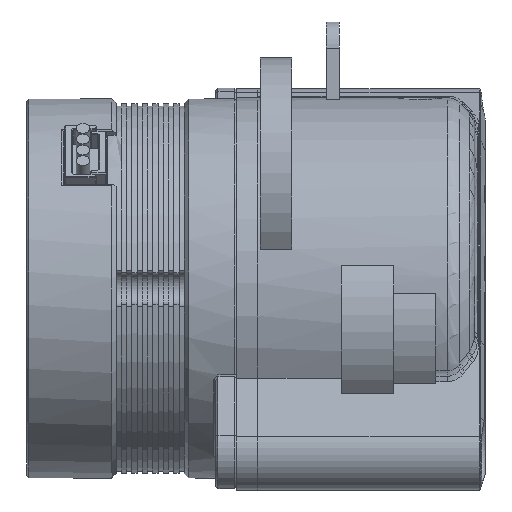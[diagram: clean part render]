
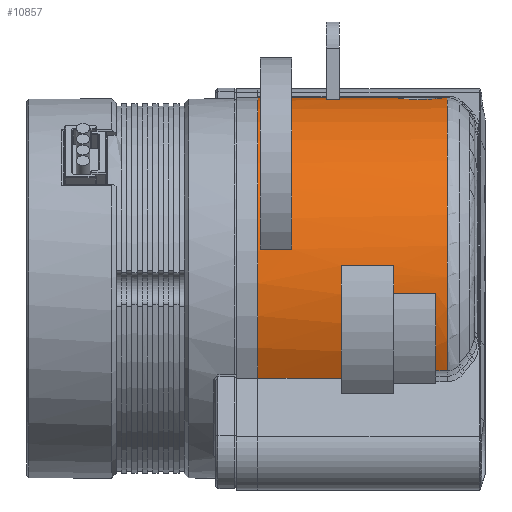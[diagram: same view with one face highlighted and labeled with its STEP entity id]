
A CAD part, left-side view. The second image highlights one B-rep face of the part: STEP entity #10857.
In plain terms, the highlighted cylindrical face has radius 18.25 mm (diameter 36.5 mm), a partial arc.
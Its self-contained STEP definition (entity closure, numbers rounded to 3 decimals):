
#335=B_SPLINE_CURVE_WITH_KNOTS('',3,(#17586,#17587,#17588,#17589,#17590,
#17591,#17592,#17593,#17594,#17595,#17596,#17597,#17598,#17599,#17600,#17601,
#17602,#17603,#17604),.UNSPECIFIED.,.F.,.F.,(4,2,2,2,3,2,2,2,4),(1.132,
1.226,1.32,1.414,1.509,1.603,
1.697,1.792,1.886),.UNSPECIFIED.);
#1142=FACE_OUTER_BOUND('',#1837,.T.);
#1837=EDGE_LOOP('',(#7772,#7773,#7774,#7775,#7776,#7777,#7778,#7779,#7780,
#7781,#7782,#7783,#7784,#7785,#7786,#7787,#7788,#7789,#7790,#7791));
#2520=LINE('',#16420,#3245);
#2548=LINE('',#17098,#3273);
#2560=LINE('',#17584,#3285);
#2561=LINE('',#17605,#3286);
#2562=LINE('',#17607,#3287);
#2563=LINE('',#17611,#3288);
#2564=LINE('',#17615,#3289);
#2565=LINE('',#17619,#3290);
#2566=LINE('',#17624,#3291);
#2567=LINE('',#17627,#3292);
#3245=VECTOR('',#12982,1000.);
#3273=VECTOR('',#13166,10.);
#3285=VECTOR('',#13228,1000.);
#3286=VECTOR('',#13229,1000.);
#3287=VECTOR('',#13230,10.);
#3288=VECTOR('',#13233,1000.);
#3289=VECTOR('',#13236,1000.);
#3290=VECTOR('',#13239,1000.);
#3291=VECTOR('',#13244,1000.);
#3292=VECTOR('',#13247,1000.);
#3925=CIRCLE('',#11510,18.25);
#4021=CIRCLE('',#11673,18.25);
#4023=CIRCLE('',#11676,18.25);
#4024=CIRCLE('',#11677,18.25);
#4025=CIRCLE('',#11678,18.25);
#4026=CIRCLE('',#11679,18.25);
#4027=CIRCLE('',#11680,18.25);
#4028=CIRCLE('',#11681,18.25);
#4029=CIRCLE('',#11682,18.25);
#4554=VERTEX_POINT('',#16024);
#4555=VERTEX_POINT('',#16026);
#4624=VERTEX_POINT('',#16417);
#4625=VERTEX_POINT('',#16419);
#4723=VERTEX_POINT('',#17056);
#4728=VERTEX_POINT('',#17095);
#4757=VERTEX_POINT('',#17577);
#4758=VERTEX_POINT('',#17581);
#4759=VERTEX_POINT('',#17583);
#4760=VERTEX_POINT('',#17585);
#4761=VERTEX_POINT('',#17606);
#4762=VERTEX_POINT('',#17608);
#4763=VERTEX_POINT('',#17610);
#4764=VERTEX_POINT('',#17612);
#4765=VERTEX_POINT('',#17614);
#4766=VERTEX_POINT('',#17616);
#4767=VERTEX_POINT('',#17618);
#4768=VERTEX_POINT('',#17621);
#4769=VERTEX_POINT('',#17623);
#4770=VERTEX_POINT('',#17625);
#5616=EDGE_CURVE('',#4555,#4554,#3925,.T.);
#5715=EDGE_CURVE('',#4625,#4624,#2520,.T.);
#5853=EDGE_CURVE('',#4723,#4728,#2548,.T.);
#5904=EDGE_CURVE('',#4728,#4757,#4021,.T.);
#5906=EDGE_CURVE('',#4758,#4723,#4023,.T.);
#5907=EDGE_CURVE('',#4759,#4758,#2560,.T.);
#5908=EDGE_CURVE('',#4759,#4760,#335,.T.);
#5909=EDGE_CURVE('',#4555,#4760,#2561,.T.);
#5910=EDGE_CURVE('',#4554,#4761,#2562,.T.);
#5911=EDGE_CURVE('',#4762,#4761,#4024,.T.);
#5912=EDGE_CURVE('',#4763,#4762,#2563,.T.);
#5913=EDGE_CURVE('',#4764,#4763,#4025,.T.);
#5914=EDGE_CURVE('',#4765,#4764,#2564,.T.);
#5915=EDGE_CURVE('',#4765,#4766,#4026,.T.);
#5916=EDGE_CURVE('',#4767,#4766,#2565,.T.);
#5917=EDGE_CURVE('',#4767,#4625,#4027,.T.);
#5918=EDGE_CURVE('',#4624,#4768,#4028,.T.);
#5919=EDGE_CURVE('',#4769,#4768,#2566,.T.);
#5920=EDGE_CURVE('',#4770,#4769,#4029,.T.);
#5921=EDGE_CURVE('',#4757,#4770,#2567,.T.);
#7772=ORIENTED_EDGE('',*,*,#5853,.F.);
#7773=ORIENTED_EDGE('',*,*,#5906,.F.);
#7774=ORIENTED_EDGE('',*,*,#5907,.F.);
#7775=ORIENTED_EDGE('',*,*,#5908,.T.);
#7776=ORIENTED_EDGE('',*,*,#5909,.F.);
#7777=ORIENTED_EDGE('',*,*,#5616,.T.);
#7778=ORIENTED_EDGE('',*,*,#5910,.T.);
#7779=ORIENTED_EDGE('',*,*,#5911,.F.);
#7780=ORIENTED_EDGE('',*,*,#5912,.F.);
#7781=ORIENTED_EDGE('',*,*,#5913,.F.);
#7782=ORIENTED_EDGE('',*,*,#5914,.F.);
#7783=ORIENTED_EDGE('',*,*,#5915,.T.);
#7784=ORIENTED_EDGE('',*,*,#5916,.F.);
#7785=ORIENTED_EDGE('',*,*,#5917,.T.);
#7786=ORIENTED_EDGE('',*,*,#5715,.T.);
#7787=ORIENTED_EDGE('',*,*,#5918,.T.);
#7788=ORIENTED_EDGE('',*,*,#5919,.F.);
#7789=ORIENTED_EDGE('',*,*,#5920,.F.);
#7790=ORIENTED_EDGE('',*,*,#5921,.F.);
#7791=ORIENTED_EDGE('',*,*,#5904,.F.);
#10597=CYLINDRICAL_SURFACE('',#11675,18.25);
#10857=ADVANCED_FACE('',(#1142),#10597,.T.);
#11510=AXIS2_PLACEMENT_3D('',#16027,#12817,#12818);
#11673=AXIS2_PLACEMENT_3D('',#17578,#13220,#13221);
#11675=AXIS2_PLACEMENT_3D('',#17580,#13224,#13225);
#11676=AXIS2_PLACEMENT_3D('',#17582,#13226,#13227);
#11677=AXIS2_PLACEMENT_3D('',#17609,#13231,#13232);
#11678=AXIS2_PLACEMENT_3D('',#17613,#13234,#13235);
#11679=AXIS2_PLACEMENT_3D('',#17617,#13237,#13238);
#11680=AXIS2_PLACEMENT_3D('',#17620,#13240,#13241);
#11681=AXIS2_PLACEMENT_3D('',#17622,#13242,#13243);
#11682=AXIS2_PLACEMENT_3D('',#17626,#13245,#13246);
#12817=DIRECTION('center_axis',(0.,-1.,0.));
#12818=DIRECTION('ref_axis',(1.,0.,0.));
#12982=DIRECTION('',(0.,-1.,0.));
#13166=DIRECTION('',(0.,1.,0.));
#13220=DIRECTION('center_axis',(0.,1.,0.));
#13221=DIRECTION('ref_axis',(1.,0.,0.));
#13224=DIRECTION('center_axis',(0.,-1.,0.));
#13225=DIRECTION('ref_axis',(-0.855,0.,0.518));
#13226=DIRECTION('center_axis',(0.,-1.,0.));
#13227=DIRECTION('ref_axis',(-0.855,0.,0.518));
#13228=DIRECTION('',(0.,-1.,0.));
#13229=DIRECTION('',(0.,-1.,0.));
#13230=DIRECTION('',(0.,1.,0.));
#13231=DIRECTION('center_axis',(0.,-1.,0.));
#13232=DIRECTION('ref_axis',(1.,0.,0.));
#13233=DIRECTION('',(0.,-1.,0.));
#13234=DIRECTION('center_axis',(0.,1.,0.));
#13235=DIRECTION('ref_axis',(1.,0.,0.));
#13236=DIRECTION('',(0.,-1.,0.));
#13237=DIRECTION('center_axis',(0.,1.,0.));
#13238=DIRECTION('ref_axis',(1.,0.,0.));
#13239=DIRECTION('',(0.,-1.,0.));
#13240=DIRECTION('center_axis',(0.,-1.,0.));
#13241=DIRECTION('ref_axis',(-1.,0.,0.));
#13242=DIRECTION('center_axis',(0.,1.,0.));
#13243=DIRECTION('ref_axis',(1.,0.,0.));
#13244=DIRECTION('',(0.,1.,0.));
#13245=DIRECTION('center_axis',(0.,1.,0.));
#13246=DIRECTION('ref_axis',(1.,0.,0.));
#13247=DIRECTION('',(0.,1.,0.));
#16024=CARTESIAN_POINT('',(-2.5,-48.83,-6.492));
#16026=CARTESIAN_POINT('',(0.,-48.83,-6.32));
#16027=CARTESIAN_POINT('Origin',(0.,-48.83,-24.57));
#16417=CARTESIAN_POINT('',(-16.181,-49.03,-33.012));
#16419=CARTESIAN_POINT('',(-16.181,-41.08,-33.012));
#16420=CARTESIAN_POINT('',(-16.181,14.943,-33.012));
#17056=CARTESIAN_POINT('',(-16.518,-59.125,-32.331));
#17095=CARTESIAN_POINT('',(-16.518,-58.03,-32.331));
#17098=CARTESIAN_POINT('',(-16.518,14.943,-32.331));
#17577=CARTESIAN_POINT('',(-18.246,-58.03,-24.935));
#17578=CARTESIAN_POINT('Origin',(0.,-58.03,-24.57));
#17580=CARTESIAN_POINT('Origin',(0.,14.943,-24.57));
#17581=CARTESIAN_POINT('',(0.,-59.125,-6.32));
#17582=CARTESIAN_POINT('Origin',(0.,-59.125,-24.57));
#17583=CARTESIAN_POINT('',(0.,-59.03,-6.32));
#17584=CARTESIAN_POINT('',(0.,14.943,-6.32));
#17585=CARTESIAN_POINT('',(0.,-54.03,-6.32));
#17586=CARTESIAN_POINT('Ctrl Pts',(0.,-59.03,
-6.32));
#17587=CARTESIAN_POINT('Ctrl Pts',(-0.314,-59.03,
-6.32));
#17588=CARTESIAN_POINT('Ctrl Pts',(-0.649,-58.967,
-6.329));
#17589=CARTESIAN_POINT('Ctrl Pts',(-1.265,-58.711,
-6.362));
#17590=CARTESIAN_POINT('Ctrl Pts',(-1.546,-58.519,
-6.385));
#17591=CARTESIAN_POINT('Ctrl Pts',(-1.99,-58.076,
-6.428));
#17592=CARTESIAN_POINT('Ctrl Pts',(-2.182,-57.795,
-6.451));
#17593=CARTESIAN_POINT('Ctrl Pts',(-2.437,-57.179,
-6.483));
#17594=CARTESIAN_POINT('Ctrl Pts',(-2.5,-56.844,-6.492));
#17595=CARTESIAN_POINT('Ctrl Pts',(-2.5,-56.53,-6.492));
#17596=CARTESIAN_POINT('Ctrl Pts',(-2.5,-56.215,-6.492));
#17597=CARTESIAN_POINT('Ctrl Pts',(-2.437,-55.88,-6.483));
#17598=CARTESIAN_POINT('Ctrl Pts',(-2.182,-55.264,
-6.451));
#17599=CARTESIAN_POINT('Ctrl Pts',(-1.99,-54.984,
-6.428));
#17600=CARTESIAN_POINT('Ctrl Pts',(-1.546,-54.54,
-6.385));
#17601=CARTESIAN_POINT('Ctrl Pts',(-1.265,-54.348,
-6.362));
#17602=CARTESIAN_POINT('Ctrl Pts',(-0.649,-54.092,
-6.329));
#17603=CARTESIAN_POINT('Ctrl Pts',(-0.314,-54.03,
-6.32));
#17604=CARTESIAN_POINT('Ctrl Pts',(0.,-54.03,
-6.32));
#17605=CARTESIAN_POINT('',(0.,14.943,-6.32));
#17606=CARTESIAN_POINT('',(-2.5,-47.58,-6.492));
#17607=CARTESIAN_POINT('',(-2.5,-48.83,-6.492));
#17608=CARTESIAN_POINT('',(0.,-47.58,-6.32));
#17609=CARTESIAN_POINT('Origin',(0.,-47.58,-24.57));
#17610=CARTESIAN_POINT('',(0.,-44.33,-6.32));
#17611=CARTESIAN_POINT('',(0.,14.943,-6.32));
#17612=CARTESIAN_POINT('',(-17.841,-44.33,-20.727));
#17613=CARTESIAN_POINT('Origin',(0.,-44.33,-24.57));
#17614=CARTESIAN_POINT('',(-17.841,-41.33,-20.727));
#17615=CARTESIAN_POINT('',(-17.841,-42.83,-20.727));
#17616=CARTESIAN_POINT('',(0.,-41.33,-6.32));
#17617=CARTESIAN_POINT('Origin',(0.,-41.33,-24.57));
#17618=CARTESIAN_POINT('',(0.,-41.08,-6.32));
#17619=CARTESIAN_POINT('',(0.,14.943,-6.32));
#17620=CARTESIAN_POINT('Origin',(0.,-41.08,-24.57));
#17621=CARTESIAN_POINT('',(-18.107,-49.03,-22.288));
#17622=CARTESIAN_POINT('Origin',(0.,-49.03,-24.57));
#17623=CARTESIAN_POINT('',(-18.107,-54.03,-22.288));
#17624=CARTESIAN_POINT('',(-18.107,-51.53,-22.288));
#17625=CARTESIAN_POINT('',(-18.246,-54.03,-24.935));
#17626=CARTESIAN_POINT('Origin',(0.,-54.03,-24.57));
#17627=CARTESIAN_POINT('',(-18.246,-56.03,-24.935));
